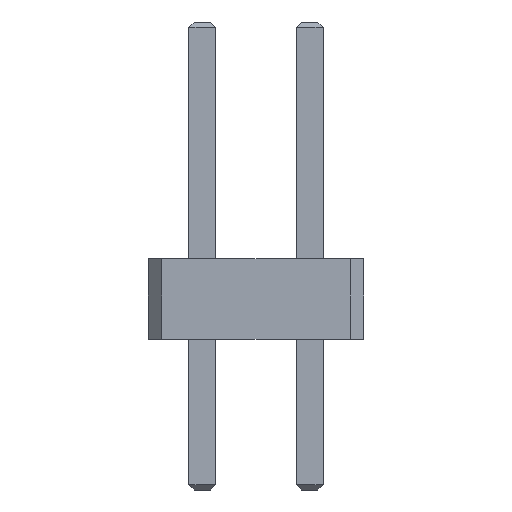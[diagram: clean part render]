
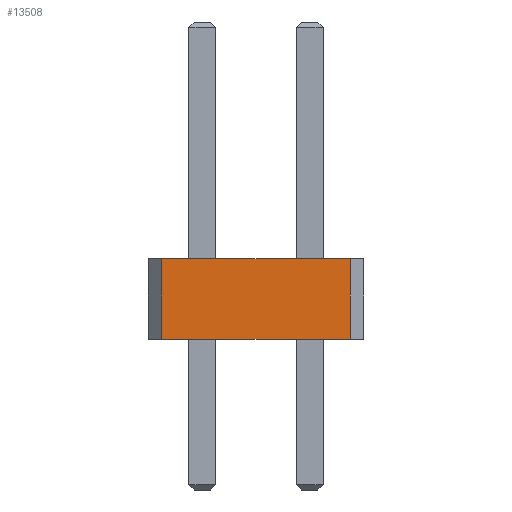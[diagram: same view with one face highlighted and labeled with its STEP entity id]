
A CAD part, front view. The second image highlights one B-rep face of the part: STEP entity #13508.
In plain terms, the highlighted planar face has unit normal (0, -1, 0).
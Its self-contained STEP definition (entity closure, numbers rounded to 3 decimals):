
#44 = PLANE('',#45);
#45 = AXIS2_PLACEMENT_3D('',#46,#47,#48);
#46 = CARTESIAN_POINT('',(-1.,0.75,0.));
#47 = DIRECTION('',(0.,0.,-1.));
#48 = DIRECTION('',(0.,1.,0.));
#100 = PLANE('',#101);
#101 = AXIS2_PLACEMENT_3D('',#102,#103,#104);
#102 = CARTESIAN_POINT('',(-1.,0.75,1.5));
#103 = DIRECTION('',(0.,0.,-1.));
#104 = DIRECTION('',(-1.,0.,0.));
#1421 = VERTEX_POINT('',#1422);
#1422 = CARTESIAN_POINT('',(2.75,-29.,0.));
#1436 = PLANE('',#1437);
#1437 = AXIS2_PLACEMENT_3D('',#1438,#1439,#1440);
#1438 = CARTESIAN_POINT('',(2.875,-28.875,0.));
#1439 = DIRECTION('',(0.707,-0.707,0.));
#1440 = DIRECTION('',(0.,0.,-1.));
#1448 = EDGE_CURVE('',#1449,#1421,#1451,.T.);
#1449 = VERTEX_POINT('',#1450);
#1450 = CARTESIAN_POINT('',(-0.75,-29.,0.));
#1451 = SURFACE_CURVE('',#1452,(#1456,#1463),.PCURVE_S1.);
#1452 = LINE('',#1453,#1454);
#1453 = CARTESIAN_POINT('',(-1.,-29.,0.));
#1454 = VECTOR('',#1455,1.);
#1455 = DIRECTION('',(1.,0.,0.));
#1456 = PCURVE('',#44,#1457);
#1457 = DEFINITIONAL_REPRESENTATION('',(#1458),#1462);
#1458 = LINE('',#1459,#1460);
#1459 = CARTESIAN_POINT('',(-29.75,0.));
#1460 = VECTOR('',#1461,1.);
#1461 = DIRECTION('',(0.,1.));
#1462 = ( GEOMETRIC_REPRESENTATION_CONTEXT(2) 
PARAMETRIC_REPRESENTATION_CONTEXT() REPRESENTATION_CONTEXT('2D SPACE',''
  ) );
#1463 = PCURVE('',#1464,#1469);
#1464 = PLANE('',#1465);
#1465 = AXIS2_PLACEMENT_3D('',#1466,#1467,#1468);
#1466 = CARTESIAN_POINT('',(-1.,-29.,0.));
#1467 = DIRECTION('',(0.,1.,0.));
#1468 = DIRECTION('',(1.,0.,0.));
#1469 = DEFINITIONAL_REPRESENTATION('',(#1470),#1474);
#1470 = LINE('',#1471,#1472);
#1471 = CARTESIAN_POINT('',(0.,0.));
#1472 = VECTOR('',#1473,1.);
#1473 = DIRECTION('',(1.,0.));
#1474 = ( GEOMETRIC_REPRESENTATION_CONTEXT(2) 
PARAMETRIC_REPRESENTATION_CONTEXT() REPRESENTATION_CONTEXT('2D SPACE',''
  ) );
#1492 = PLANE('',#1493);
#1493 = AXIS2_PLACEMENT_3D('',#1494,#1495,#1496);
#1494 = CARTESIAN_POINT('',(-0.875,-28.875,0.));
#1495 = DIRECTION('',(-0.707,-0.707,0.));
#1496 = DIRECTION('',(0.,0.,-1.));
#6975 = VERTEX_POINT('',#6976);
#6976 = CARTESIAN_POINT('',(2.75,-29.,1.5));
#6997 = EDGE_CURVE('',#6998,#6975,#7000,.T.);
#6998 = VERTEX_POINT('',#6999);
#6999 = CARTESIAN_POINT('',(-0.75,-29.,1.5));
#7000 = SURFACE_CURVE('',#7001,(#7005,#7012),.PCURVE_S1.);
#7001 = LINE('',#7002,#7003);
#7002 = CARTESIAN_POINT('',(-1.,-29.,1.5));
#7003 = VECTOR('',#7004,1.);
#7004 = DIRECTION('',(1.,0.,0.));
#7005 = PCURVE('',#100,#7006);
#7006 = DEFINITIONAL_REPRESENTATION('',(#7007),#7011);
#7007 = LINE('',#7008,#7009);
#7008 = CARTESIAN_POINT('',(0.,-29.75));
#7009 = VECTOR('',#7010,1.);
#7010 = DIRECTION('',(-1.,0.));
#7011 = ( GEOMETRIC_REPRESENTATION_CONTEXT(2) 
PARAMETRIC_REPRESENTATION_CONTEXT() REPRESENTATION_CONTEXT('2D SPACE',''
  ) );
#7012 = PCURVE('',#1464,#7013);
#7013 = DEFINITIONAL_REPRESENTATION('',(#7014),#7018);
#7014 = LINE('',#7015,#7016);
#7015 = CARTESIAN_POINT('',(0.,-1.5));
#7016 = VECTOR('',#7017,1.);
#7017 = DIRECTION('',(1.,0.));
#7018 = ( GEOMETRIC_REPRESENTATION_CONTEXT(2) 
PARAMETRIC_REPRESENTATION_CONTEXT() REPRESENTATION_CONTEXT('2D SPACE',''
  ) );
#13488 = EDGE_CURVE('',#1449,#6998,#13489,.T.);
#13489 = SURFACE_CURVE('',#13490,(#13494,#13501),.PCURVE_S1.);
#13490 = LINE('',#13491,#13492);
#13491 = CARTESIAN_POINT('',(-0.75,-29.,0.));
#13492 = VECTOR('',#13493,1.);
#13493 = DIRECTION('',(0.,0.,1.));
#13494 = PCURVE('',#1492,#13495);
#13495 = DEFINITIONAL_REPRESENTATION('',(#13496),#13500);
#13496 = LINE('',#13497,#13498);
#13497 = CARTESIAN_POINT('',(0.,0.177));
#13498 = VECTOR('',#13499,1.);
#13499 = DIRECTION('',(-1.,0.));
#13500 = ( GEOMETRIC_REPRESENTATION_CONTEXT(2) 
PARAMETRIC_REPRESENTATION_CONTEXT() REPRESENTATION_CONTEXT('2D SPACE',''
  ) );
#13501 = PCURVE('',#1464,#13502);
#13502 = DEFINITIONAL_REPRESENTATION('',(#13503),#13507);
#13503 = LINE('',#13504,#13505);
#13504 = CARTESIAN_POINT('',(0.25,0.));
#13505 = VECTOR('',#13506,1.);
#13506 = DIRECTION('',(0.,-1.));
#13507 = ( GEOMETRIC_REPRESENTATION_CONTEXT(2) 
PARAMETRIC_REPRESENTATION_CONTEXT() REPRESENTATION_CONTEXT('2D SPACE',''
  ) );
#13508 = ADVANCED_FACE('',(#13509),#1464,.F.);
#13509 = FACE_BOUND('',#13510,.F.);
#13510 = EDGE_LOOP('',(#13511,#13512,#13513,#13514));
#13511 = ORIENTED_EDGE('',*,*,#1448,.F.);
#13512 = ORIENTED_EDGE('',*,*,#13488,.T.);
#13513 = ORIENTED_EDGE('',*,*,#6997,.T.);
#13514 = ORIENTED_EDGE('',*,*,#13515,.F.);
#13515 = EDGE_CURVE('',#1421,#6975,#13516,.T.);
#13516 = SURFACE_CURVE('',#13517,(#13521,#13528),.PCURVE_S1.);
#13517 = LINE('',#13518,#13519);
#13518 = CARTESIAN_POINT('',(2.75,-29.,0.));
#13519 = VECTOR('',#13520,1.);
#13520 = DIRECTION('',(0.,0.,1.));
#13521 = PCURVE('',#1464,#13522);
#13522 = DEFINITIONAL_REPRESENTATION('',(#13523),#13527);
#13523 = LINE('',#13524,#13525);
#13524 = CARTESIAN_POINT('',(3.75,0.));
#13525 = VECTOR('',#13526,1.);
#13526 = DIRECTION('',(0.,-1.));
#13527 = ( GEOMETRIC_REPRESENTATION_CONTEXT(2) 
PARAMETRIC_REPRESENTATION_CONTEXT() REPRESENTATION_CONTEXT('2D SPACE',''
  ) );
#13528 = PCURVE('',#1436,#13529);
#13529 = DEFINITIONAL_REPRESENTATION('',(#13530),#13534);
#13530 = LINE('',#13531,#13532);
#13531 = CARTESIAN_POINT('',(0.,-0.177));
#13532 = VECTOR('',#13533,1.);
#13533 = DIRECTION('',(-1.,0.));
#13534 = ( GEOMETRIC_REPRESENTATION_CONTEXT(2) 
PARAMETRIC_REPRESENTATION_CONTEXT() REPRESENTATION_CONTEXT('2D SPACE',''
  ) );
